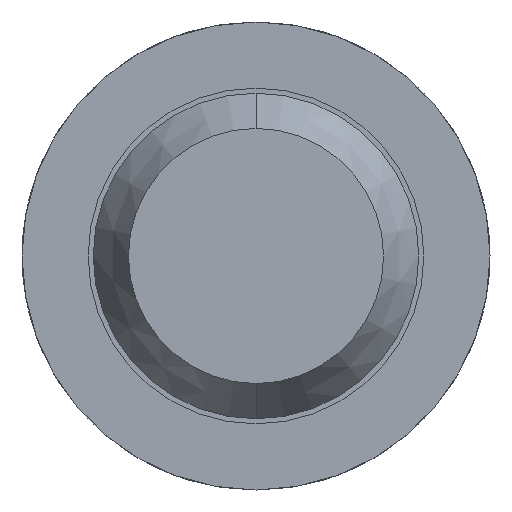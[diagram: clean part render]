
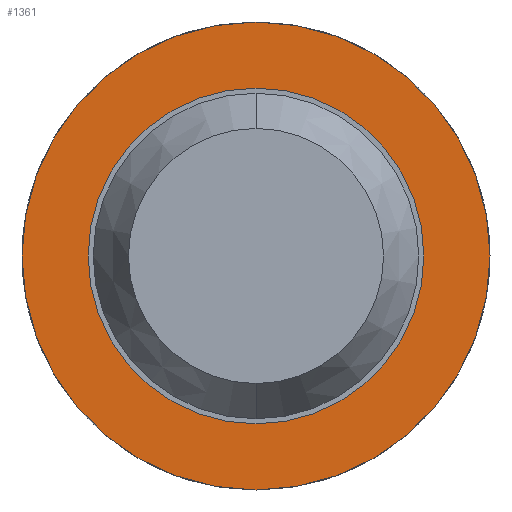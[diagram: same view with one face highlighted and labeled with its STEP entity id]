
A CAD part, front view. The second image highlights one B-rep face of the part: STEP entity #1361.
In plain terms, the highlighted planar face has unit normal (0, -1, 0).
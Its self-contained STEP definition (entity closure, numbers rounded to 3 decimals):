
#16 = CARTESIAN_POINT ( 'NONE',  ( 0.825, -1.7, 0. ) ) ;
#32 = DIRECTION ( 'NONE',  ( 0., 1., 0. ) ) ;
#113 = EDGE_LOOP ( 'NONE', ( #2882, #3695 ) ) ;
#186 = ORIENTED_EDGE ( 'NONE', *, *, #1880, .F. ) ;
#312 = CIRCLE ( 'NONE', #1970, 0.825 ) ;
#356 = CARTESIAN_POINT ( 'NONE',  ( 0., -1.7, 1.15 ) ) ;
#476 = EDGE_CURVE ( 'Defeature ausgef�hrt2_14+Defeature ausgef�hrt2_13+Defeature ausgef�hrt2_13+Defeature ausgef�hrt2_13', #1573, #3606, #312, .T. ) ;
#513 = AXIS2_PLACEMENT_3D ( 'NONE', #1944, #659, #1928 ) ;
#659 = DIRECTION ( 'NONE',  ( 0., 1., 0. ) ) ;
#749 = DIRECTION ( 'NONE',  ( 0., 0., 1. ) ) ;
#772 = AXIS2_PLACEMENT_3D ( 'NONE', #1067, #2659, #2324 ) ;
#950 = FACE_OUTER_BOUND ( 'NONE', #2052, .T. ) ;
#989 = AXIS2_PLACEMENT_3D ( 'NONE', #3549, #32, #1657 ) ;
#991 = CARTESIAN_POINT ( 'NONE',  ( 0., -1.7, -1.15 ) ) ;
#1067 = CARTESIAN_POINT ( 'NONE',  ( 0., -1.7, 0. ) ) ;
#1333 = VERTEX_POINT ( 'NONE', #991 ) ;
#1342 = PLANE ( 'NONE',  #3975 ) ;
#1361 = ADVANCED_FACE ( 'Defeature ausgef�hrt2_14', ( #950, #2230 ), #1342, .F. ) ;
#1542 = ORIENTED_EDGE ( 'NONE', *, *, #3743, .F. ) ;
#1573 = VERTEX_POINT ( 'NONE', #2435 ) ;
#1657 = DIRECTION ( 'NONE',  ( 0., 0., 1. ) ) ;
#1880 = EDGE_CURVE ( 'Defeature ausgef�hrt2_10+Defeature ausgef�hrt2_14+Defeature ausgef�hrt2_14+Defeature ausgef�hrt2_14', #1333, #2918, #3444, .T. ) ;
#1928 = DIRECTION ( 'NONE',  ( 0., 0., 1. ) ) ;
#1944 = CARTESIAN_POINT ( 'NONE',  ( 0., -1.7, 0. ) ) ;
#1970 = AXIS2_PLACEMENT_3D ( 'NONE', #3608, #3627, #749 ) ;
#2052 = EDGE_LOOP ( 'NONE', ( #1542, #186 ) ) ;
#2212 = DIRECTION ( 'NONE',  ( 0., 1., 0. ) ) ;
#2230 = FACE_BOUND ( 'NONE', #113, .T. ) ;
#2254 = DIRECTION ( 'NONE',  ( 0., 0., 1. ) ) ;
#2315 = CARTESIAN_POINT ( 'NONE',  ( 0., -1.7, 0.825 ) ) ;
#2324 = DIRECTION ( 'NONE',  ( 0., 0., 1. ) ) ;
#2435 = CARTESIAN_POINT ( 'NONE',  ( 0., -1.7, -0.825 ) ) ;
#2602 = EDGE_CURVE ( 'Defeature ausgef�hrt2_14+Defeature ausgef�hrt2_13+Defeature ausgef�hrt2_13+Defeature ausgef�hrt2_13', #3606, #1573, #4053, .T. ) ;
#2659 = DIRECTION ( 'NONE',  ( 0., 1., 0. ) ) ;
#2882 = ORIENTED_EDGE ( 'NONE', *, *, #2602, .T. ) ;
#2918 = VERTEX_POINT ( 'NONE', #356 ) ;
#3444 = CIRCLE ( 'NONE', #772, 1.15 ) ;
#3549 = CARTESIAN_POINT ( 'NONE',  ( 0., -1.7, 0. ) ) ;
#3606 = VERTEX_POINT ( 'NONE', #2315 ) ;
#3608 = CARTESIAN_POINT ( 'NONE',  ( 0., -1.7, 0. ) ) ;
#3627 = DIRECTION ( 'NONE',  ( 0., 1., 0. ) ) ;
#3695 = ORIENTED_EDGE ( 'NONE', *, *, #476, .T. ) ;
#3720 = CIRCLE ( 'NONE', #989, 1.15 ) ;
#3743 = EDGE_CURVE ( 'Defeature ausgef�hrt2_10+Defeature ausgef�hrt2_14+Defeature ausgef�hrt2_14+Defeature ausgef�hrt2_14', #2918, #1333, #3720, .T. ) ;
#3975 = AXIS2_PLACEMENT_3D ( 'NONE', #16, #2212, #2254 ) ;
#4053 = CIRCLE ( 'NONE', #513, 0.825 ) ;
